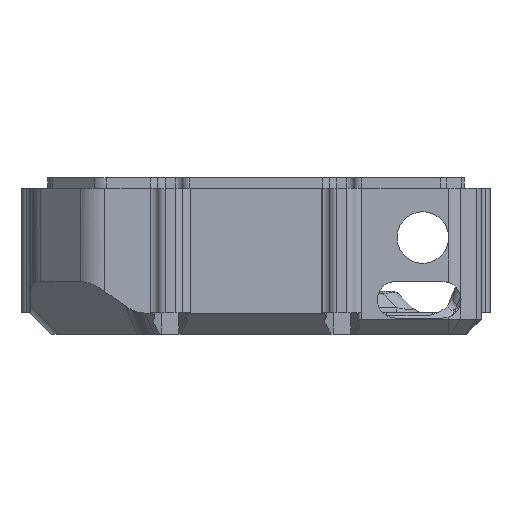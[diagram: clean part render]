
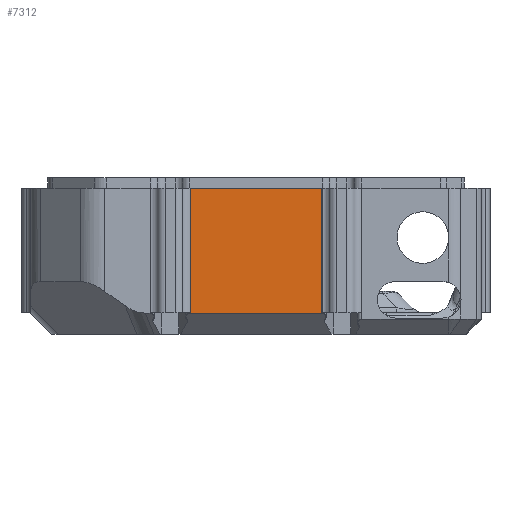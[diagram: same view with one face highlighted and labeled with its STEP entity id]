
A CAD part, left-side view. The second image highlights one B-rep face of the part: STEP entity #7312.
In plain terms, the highlighted planar face has unit normal (-1, 0, 0).
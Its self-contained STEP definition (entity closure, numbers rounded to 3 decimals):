
#2869=CARTESIAN_POINT('',(-74.,9.846,24.));
#2870=VERTEX_POINT('',#2869);
#2878=CARTESIAN_POINT('',(-74.,-20.846,24.));
#2879=VERTEX_POINT('',#2878);
#2880=CARTESIAN_POINT('',(-74.,-20.846,24.));
#2881=DIRECTION('',(0.,1.,0.));
#2882=VECTOR('',#2881,30.693);
#2883=LINE('',#2880,#2882);
#2884=EDGE_CURVE('',#2879,#2870,#2883,.T.);
#7029=CARTESIAN_POINT('',(-74.,9.846,-5.101));
#7030=VERTEX_POINT('',#7029);
#7031=CARTESIAN_POINT('',(-74.,-20.846,-5.101));
#7032=VERTEX_POINT('',#7031);
#7033=CARTESIAN_POINT('',(-74.,9.846,-5.101));
#7034=DIRECTION('',(0.,-1.,0.));
#7035=VECTOR('',#7034,30.693);
#7036=LINE('',#7033,#7035);
#7037=EDGE_CURVE('',#7030,#7032,#7036,.T.);
#7291=CARTESIAN_POINT('',(-74.,-5.5,-8.));
#7292=DIRECTION('',(1.,0.,0.));
#7293=DIRECTION('',(0.,0.,-1.));
#7294=AXIS2_PLACEMENT_3D('',#7291,#7292,#7293);
#7295=PLANE('',#7294);
#7296=ORIENTED_EDGE('',*,*,#2884,.T.);
#7297=CARTESIAN_POINT('',(-74.,9.846,24.));
#7298=DIRECTION('',(0.,0.,-1.));
#7299=VECTOR('',#7298,29.101);
#7300=LINE('',#7297,#7299);
#7301=EDGE_CURVE('',#2870,#7030,#7300,.T.);
#7302=ORIENTED_EDGE('',*,*,#7301,.T.);
#7303=ORIENTED_EDGE('',*,*,#7037,.T.);
#7304=CARTESIAN_POINT('',(-74.,-20.846,-5.101));
#7305=DIRECTION('',(0.,0.,1.));
#7306=VECTOR('',#7305,29.101);
#7307=LINE('',#7304,#7306);
#7308=EDGE_CURVE('',#7032,#2879,#7307,.T.);
#7309=ORIENTED_EDGE('',*,*,#7308,.T.);
#7310=EDGE_LOOP('',(#7296,#7302,#7303,#7309));
#7311=FACE_BOUND('',#7310,.T.);
#7312=ADVANCED_FACE('',(#7311),#7295,.F.);
